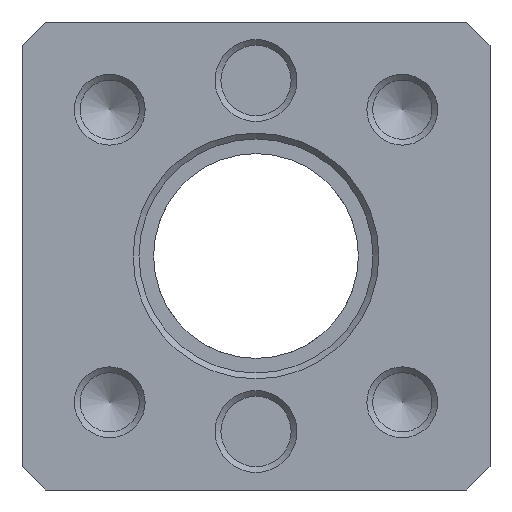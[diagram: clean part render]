
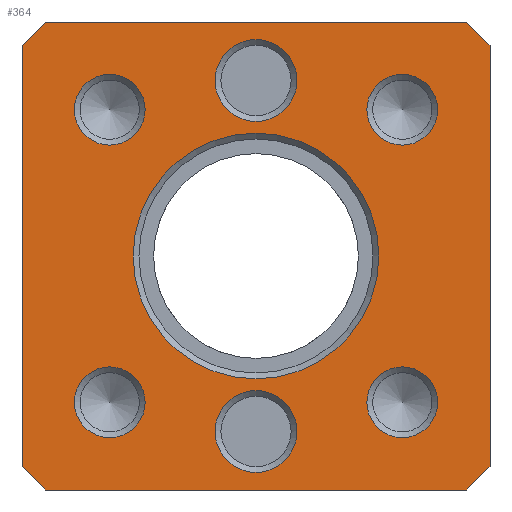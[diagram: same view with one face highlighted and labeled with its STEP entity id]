
A CAD part, front view. The second image highlights one B-rep face of the part: STEP entity #364.
In plain terms, the highlighted planar face has unit normal (0, -1, 0).
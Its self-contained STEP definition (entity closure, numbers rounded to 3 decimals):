
#364 = ADVANCED_FACE( '', ( #901, #902, #903, #904, #905, #906, #907, #908 ), #909, .T. );
#901 = FACE_BOUND( '', #2272, .T. );
#902 = FACE_BOUND( '', #2273, .T. );
#903 = FACE_BOUND( '', #2274, .T. );
#904 = FACE_BOUND( '', #2275, .T. );
#905 = FACE_BOUND( '', #2276, .T. );
#906 = FACE_BOUND( '', #2277, .T. );
#907 = FACE_BOUND( '', #2278, .T. );
#908 = FACE_OUTER_BOUND( '', #2279, .T. );
#909 = PLANE( '', #2280 );
#2272 = EDGE_LOOP( '', ( #3259 ) );
#2273 = EDGE_LOOP( '', ( #3260 ) );
#2274 = EDGE_LOOP( '', ( #3261 ) );
#2275 = EDGE_LOOP( '', ( #3262 ) );
#2276 = EDGE_LOOP( '', ( #3263 ) );
#2277 = EDGE_LOOP( '', ( #3264 ) );
#2278 = EDGE_LOOP( '', ( #3265 ) );
#2279 = EDGE_LOOP( '', ( #3266, #3267, #3268, #3269, #3270, #3271, #3272, #3273 ) );
#2280 = AXIS2_PLACEMENT_3D( '', #3274, #3275, #3276 );
#3259 = ORIENTED_EDGE( '', *, *, #3785, .T. );
#3260 = ORIENTED_EDGE( '', *, *, #3760, .T. );
#3261 = ORIENTED_EDGE( '', *, *, #3670, .T. );
#3262 = ORIENTED_EDGE( '', *, *, #3786, .T. );
#3263 = ORIENTED_EDGE( '', *, *, #3515, .T. );
#3264 = ORIENTED_EDGE( '', *, *, #3524, .T. );
#3265 = ORIENTED_EDGE( '', *, *, #3750, .T. );
#3266 = ORIENTED_EDGE( '', *, *, #3783, .T. );
#3267 = ORIENTED_EDGE( '', *, *, #3787, .T. );
#3268 = ORIENTED_EDGE( '', *, *, #3569, .T. );
#3269 = ORIENTED_EDGE( '', *, *, #3586, .T. );
#3270 = ORIENTED_EDGE( '', *, *, #3619, .T. );
#3271 = ORIENTED_EDGE( '', *, *, #3678, .T. );
#3272 = ORIENTED_EDGE( '', *, *, #3788, .T. );
#3273 = ORIENTED_EDGE( '', *, *, #3754, .T. );
#3274 = CARTESIAN_POINT( '', ( -40., -325.5, -40. ) );
#3275 = DIRECTION( '', ( 0., -1., 0. ) );
#3276 = DIRECTION( '', ( 0., 0., -1. ) );
#3515 = EDGE_CURVE( '', #3845, #3845, #3846, .F. );
#3524 = EDGE_CURVE( '', #3860, #3860, #3861, .F. );
#3569 = EDGE_CURVE( '', #3934, #3935, #3936, .T. );
#3586 = EDGE_CURVE( '', #3935, #3962, #3963, .F. );
#3619 = EDGE_CURVE( '', #3962, #4016, #4017, .T. );
#3670 = EDGE_CURVE( '', #4104, #4104, #4105, .F. );
#3678 = EDGE_CURVE( '', #4016, #4116, #4117, .F. );
#3750 = EDGE_CURVE( '', #4223, #4223, #4224, .F. );
#3754 = EDGE_CURVE( '', #4229, #4230, #4231, .F. );
#3760 = EDGE_CURVE( '', #4236, #4236, #4237, .F. );
#3783 = EDGE_CURVE( '', #4230, #4266, #4268, .T. );
#3785 = EDGE_CURVE( '', #4270, #4270, #4271, .F. );
#3786 = EDGE_CURVE( '', #4272, #4272, #4273, .F. );
#3787 = EDGE_CURVE( '', #4266, #3934, #4274, .F. );
#3788 = EDGE_CURVE( '', #4116, #4229, #4275, .T. );
#3845 = VERTEX_POINT( '', #4335 );
#3846 = CIRCLE( '', #4336, 6.053 );
#3860 = VERTEX_POINT( '', #4350 );
#3861 = CIRCLE( '', #4351, 7. );
#3934 = VERTEX_POINT( '', #4728 );
#3935 = VERTEX_POINT( '', #4729 );
#3936 = LINE( '', #4730, #4731 );
#3962 = VERTEX_POINT( '', #4980 );
#3963 = LINE( '', #4981, #4982 );
#4016 = VERTEX_POINT( '', #5266 );
#4017 = LINE( '', #5267, #5268 );
#4104 = VERTEX_POINT( '', #6371 );
#4105 = CIRCLE( '', #6372, 7. );
#4116 = VERTEX_POINT( '', #6431 );
#4117 = LINE( '', #6432, #6433 );
#4223 = VERTEX_POINT( '', #6689 );
#4224 = CIRCLE( '', #6690, 6.053 );
#4229 = VERTEX_POINT( '', #6695 );
#4230 = VERTEX_POINT( '', #6696 );
#4231 = LINE( '', #6697, #6698 );
#4236 = VERTEX_POINT( '', #6705 );
#4237 = CIRCLE( '', #6706, 6.053 );
#4266 = VERTEX_POINT( '', #6783 );
#4268 = LINE( '', #6786, #6787 );
#4270 = VERTEX_POINT( '', #6789 );
#4271 = CIRCLE( '', #6790, 21. );
#4272 = VERTEX_POINT( '', #6791 );
#4273 = CIRCLE( '', #6792, 6.053 );
#4274 = LINE( '', #6793, #6794 );
#4275 = LINE( '', #6795, #6796 );
#4335 = CARTESIAN_POINT( '', ( 25., -325.5, 18.947 ) );
#4336 = AXIS2_PLACEMENT_3D( '', #6905, #6906, #6907 );
#4350 = CARTESIAN_POINT( '', ( 0., -325.5, 23. ) );
#4351 = AXIS2_PLACEMENT_3D( '', #6923, #6924, #6925 );
#4728 = CARTESIAN_POINT( '', ( -36., -325.5, -40. ) );
#4729 = CARTESIAN_POINT( '', ( 36., -325.5, -40. ) );
#4730 = CARTESIAN_POINT( '', ( -40., -325.5, -40. ) );
#4731 = VECTOR( '', #6995, 1000. );
#4980 = CARTESIAN_POINT( '', ( 40., -325.5, -36. ) );
#4981 = CARTESIAN_POINT( '', ( -2., -325.5, -78. ) );
#4982 = VECTOR( '', #7011, 1000. );
#5266 = CARTESIAN_POINT( '', ( 40., -325.5, 36. ) );
#5267 = CARTESIAN_POINT( '', ( 40., -325.5, -40. ) );
#5268 = VECTOR( '', #7056, 1000. );
#6371 = CARTESIAN_POINT( '', ( 0., -325.5, -37. ) );
#6372 = AXIS2_PLACEMENT_3D( '', #7107, #7108, #7109 );
#6431 = CARTESIAN_POINT( '', ( 36., -325.5, 40. ) );
#6432 = CARTESIAN_POINT( '', ( 38., -325.5, 38. ) );
#6433 = VECTOR( '', #7116, 1000. );
#6689 = CARTESIAN_POINT( '', ( -25., -325.5, 18.947 ) );
#6690 = AXIS2_PLACEMENT_3D( '', #7210, #7211, #7212 );
#6695 = CARTESIAN_POINT( '', ( -36., -325.5, 40. ) );
#6696 = CARTESIAN_POINT( '', ( -40., -325.5, 36. ) );
#6697 = CARTESIAN_POINT( '', ( -78., -325.5, -2. ) );
#6698 = VECTOR( '', #7216, 1000. );
#6705 = CARTESIAN_POINT( '', ( -25., -325.5, -31.053 ) );
#6706 = AXIS2_PLACEMENT_3D( '', #7219, #7220, #7221 );
#6783 = CARTESIAN_POINT( '', ( -40., -325.5, -36. ) );
#6786 = CARTESIAN_POINT( '', ( -40., -325.5, 40. ) );
#6787 = VECTOR( '', #7244, 1000. );
#6789 = CARTESIAN_POINT( '', ( 0., -325.5, -21. ) );
#6790 = AXIS2_PLACEMENT_3D( '', #7245, #7246, #7247 );
#6791 = CARTESIAN_POINT( '', ( 25., -325.5, -31.053 ) );
#6792 = AXIS2_PLACEMENT_3D( '', #7248, #7249, #7250 );
#6793 = CARTESIAN_POINT( '', ( -38., -325.5, -38. ) );
#6794 = VECTOR( '', #7251, 1000. );
#6795 = CARTESIAN_POINT( '', ( 40., -325.5, 40. ) );
#6796 = VECTOR( '', #7252, 1000. );
#6905 = CARTESIAN_POINT( '', ( 25., -325.5, 25. ) );
#6906 = DIRECTION( '', ( 0., -1., 0. ) );
#6907 = DIRECTION( '', ( 0., 0., -1. ) );
#6923 = CARTESIAN_POINT( '', ( 0., -325.5, 30. ) );
#6924 = DIRECTION( '', ( 0., -1., 0. ) );
#6925 = DIRECTION( '', ( 0., 0., -1. ) );
#6995 = DIRECTION( '', ( 1., 0., 0. ) );
#7011 = DIRECTION( '', ( -0.707, 0., -0.707 ) );
#7056 = DIRECTION( '', ( 0., 0., 1. ) );
#7107 = CARTESIAN_POINT( '', ( 0., -325.5, -30. ) );
#7108 = DIRECTION( '', ( 0., -1., 0. ) );
#7109 = DIRECTION( '', ( 0., 0., -1. ) );
#7116 = DIRECTION( '', ( 0.707, 0., -0.707 ) );
#7210 = CARTESIAN_POINT( '', ( -25., -325.5, 25. ) );
#7211 = DIRECTION( '', ( 0., -1., 0. ) );
#7212 = DIRECTION( '', ( 0., 0., -1. ) );
#7216 = DIRECTION( '', ( 0.707, 0., 0.707 ) );
#7219 = CARTESIAN_POINT( '', ( -25., -325.5, -25. ) );
#7220 = DIRECTION( '', ( 0., -1., 0. ) );
#7221 = DIRECTION( '', ( 0., 0., -1. ) );
#7244 = DIRECTION( '', ( 0., 0., -1. ) );
#7245 = CARTESIAN_POINT( '', ( 0., -325.5, 0. ) );
#7246 = DIRECTION( '', ( 0., -1., 0. ) );
#7247 = DIRECTION( '', ( 0., 0., -1. ) );
#7248 = CARTESIAN_POINT( '', ( 25., -325.5, -25. ) );
#7249 = DIRECTION( '', ( 0., -1., 0. ) );
#7250 = DIRECTION( '', ( 0., 0., -1. ) );
#7251 = DIRECTION( '', ( -0.707, 0., 0.707 ) );
#7252 = DIRECTION( '', ( -1., 0., 0. ) );
